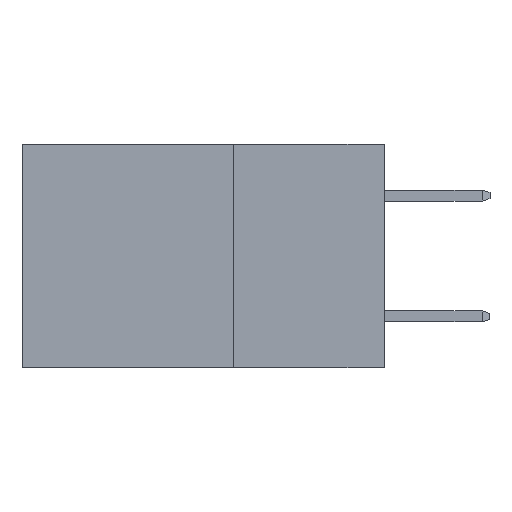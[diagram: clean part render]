
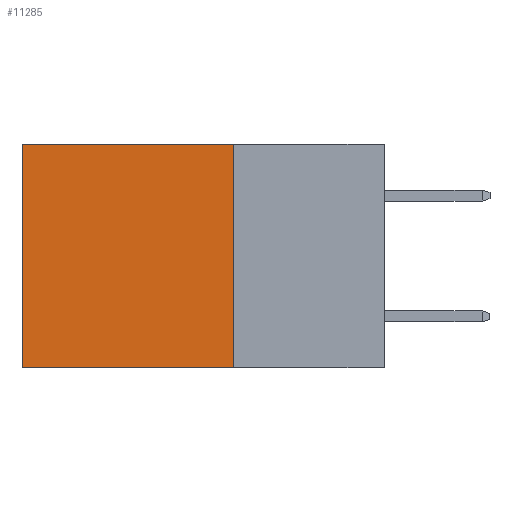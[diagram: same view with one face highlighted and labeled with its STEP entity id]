
A CAD part, left-side view. The second image highlights one B-rep face of the part: STEP entity #11285.
In plain terms, the highlighted planar face has unit normal (-1, 0, 0).
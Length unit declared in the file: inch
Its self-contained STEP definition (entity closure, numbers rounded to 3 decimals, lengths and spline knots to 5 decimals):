
#301 = VERTEX_POINT ( 'NONE', #5813 ) ;
#514 = FACE_OUTER_BOUND ( 'NONE', #22416, .T. ) ;
#2385 = DIRECTION ( 'NONE',  ( 0., 0., -1. ) ) ;
#2870 = ORIENTED_EDGE ( 'NONE', *, *, #8986, .F. ) ;
#3102 = VECTOR ( 'NONE', #17998, 39.37008 ) ;
#3171 = CARTESIAN_POINT ( 'NONE',  ( 0.298, 0.25, 0. ) ) ;
#4581 = CARTESIAN_POINT ( 'NONE',  ( 0.298, 0.6, 0. ) ) ;
#4589 = ORIENTED_EDGE ( 'NONE', *, *, #11231, .F. ) ;
#4837 = LINE ( 'NONE', #18523, #14419 ) ;
#5813 = CARTESIAN_POINT ( 'NONE',  ( 0.298, 0.6, 0. ) ) ;
#5831 = VERTEX_POINT ( 'NONE', #12745 ) ;
#6150 = CARTESIAN_POINT ( 'NONE',  ( 0.298, 0.25, -0.37 ) ) ;
#6281 = VECTOR ( 'NONE', #21447, 39.37008 ) ;
#6418 = CARTESIAN_POINT ( 'NONE',  ( 0.298, 0.6, -0.37 ) ) ;
#6465 = ORIENTED_EDGE ( 'NONE', *, *, #14261, .T. ) ;
#6914 = ORIENTED_EDGE ( 'NONE', *, *, #18596, .T. ) ;
#7553 = VERTEX_POINT ( 'NONE', #15573 ) ;
#8986 = EDGE_CURVE ( 'NONE', #7553, #5831, #12285, .T. ) ;
#9736 = AXIS2_PLACEMENT_3D ( 'NONE', #12013, #13900, #2385 ) ;
#11231 = EDGE_CURVE ( 'NONE', #5831, #15600, #22118, .T. ) ;
#11285 = ADVANCED_FACE ( 'NONE', ( #514 ), #11936, .F. ) ;
#11936 = PLANE ( 'NONE',  #9736 ) ;
#12013 = CARTESIAN_POINT ( 'NONE',  ( 0.298, 0.25, 0. ) ) ;
#12285 = LINE ( 'NONE', #3171, #21823 ) ;
#12745 = CARTESIAN_POINT ( 'NONE',  ( 0.298, 0.25, -0.37 ) ) ;
#13900 = DIRECTION ( 'NONE',  ( 1., 0., 0. ) ) ;
#14261 = EDGE_CURVE ( 'NONE', #301, #15600, #17831, .T. ) ;
#14419 = VECTOR ( 'NONE', #14710, 39.37008 ) ;
#14710 = DIRECTION ( 'NONE',  ( 0., 1., 0. ) ) ;
#15573 = CARTESIAN_POINT ( 'NONE',  ( 0.298, 0.25, 0. ) ) ;
#15600 = VERTEX_POINT ( 'NONE', #6418 ) ;
#17831 = LINE ( 'NONE', #4581, #3102 ) ;
#17998 = DIRECTION ( 'NONE',  ( 0., 0., -1. ) ) ;
#18523 = CARTESIAN_POINT ( 'NONE',  ( 0.298, 0.25, 0. ) ) ;
#18596 = EDGE_CURVE ( 'NONE', #7553, #301, #4837, .T. ) ;
#20475 = DIRECTION ( 'NONE',  ( 0., 0., -1. ) ) ;
#21447 = DIRECTION ( 'NONE',  ( 0., 1., 0. ) ) ;
#21823 = VECTOR ( 'NONE', #20475, 39.37008 ) ;
#22118 = LINE ( 'NONE', #6150, #6281 ) ;
#22416 = EDGE_LOOP ( 'NONE', ( #6465, #4589, #2870, #6914 ) ) ;
